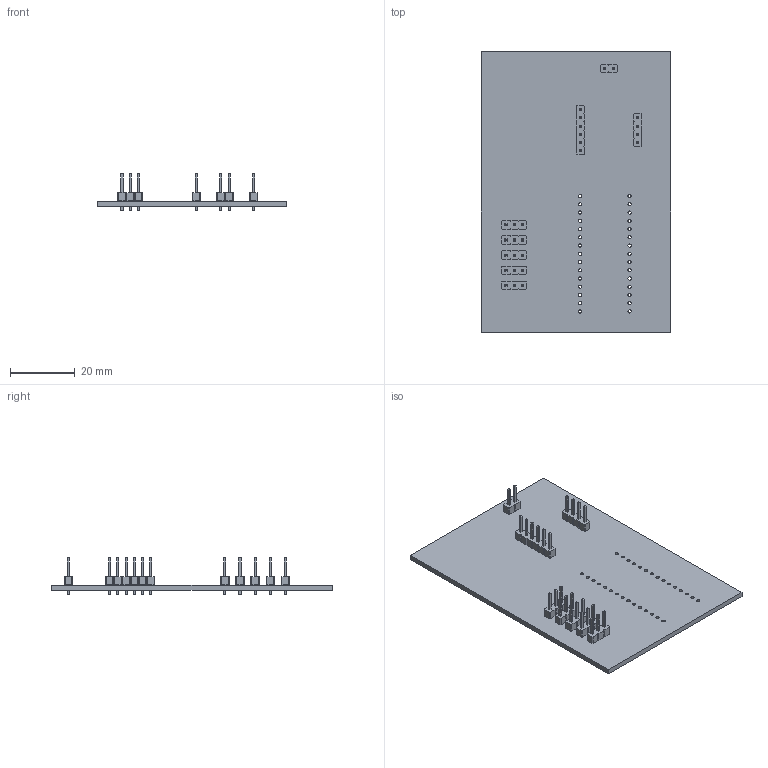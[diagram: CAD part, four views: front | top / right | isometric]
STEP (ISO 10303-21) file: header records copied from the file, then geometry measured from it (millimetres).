
FILE_DESCRIPTION(('KiCad electronic assembly'),'2;1');
FILE_NAME('PlaneController.step','2024-08-11T19:11:54',('Pcbnew'),( 'Kicad'),'Open CASCADE STEP processor 7.6','KiCad to STEP converter' ,'Unknown');
FILE_SCHEMA(('AUTOMOTIVE_DESIGN { 1 0 10303 214 1 1 1 1 }'));
Length unit declared in the file: millimetre
Products named in the file (10): PlaneController 1; PinHeader_1x04_P2.54mm_Vertical; PinHeader_1x04_P254mm_Vertical; PinHeader_1x03_P2.54mm_Vertical; PinHeader_1x03_P254mm_Vertical; PinHeader_1x02_P2.54mm_Vertical; PinHeader_1x02_P254mm_Vertical; PinHeader_1x06_P2.54mm_Vertical; PinHeader_1x06_P254mm_Vertical; PlaneController_PCB
Assembly tree (13 placements, depth 3):
  PlaneController 1
    PinHeader_1x04_P2.54mm_Vertical
      PinHeader_1x04_P254mm_Vertical
    PinHeader_1x03_P2.54mm_Vertical  x5
      PinHeader_1x03_P254mm_Vertical
    PinHeader_1x02_P2.54mm_Vertical
      PinHeader_1x02_P254mm_Vertical
    PinHeader_1x06_P2.54mm_Vertical
      PinHeader_1x06_P254mm_Vertical
    PlaneController_PCB
Bounding box: 58.42 x 86.36 x 11.54 mm (x, y, z)
Volume: 8532.3 mm3; surface area: 12158.7 mm2
Topology: 9 solids, 9 shells, 743 faces, 1797 edges, 1126 vertices
Faces by surface type: plane 686, cylinder 57
Full cylindrical faces by diameter (mm): 1 x57
Entity records: 15676 total; most frequent: CARTESIAN_POINT 2208, ORIENTED_EDGE 2154, DIRECTION 2097, EDGE_CURVE 1077, LINE 963, VECTOR 963, VERTEX_POINT 678, FACE_BOUND 583
